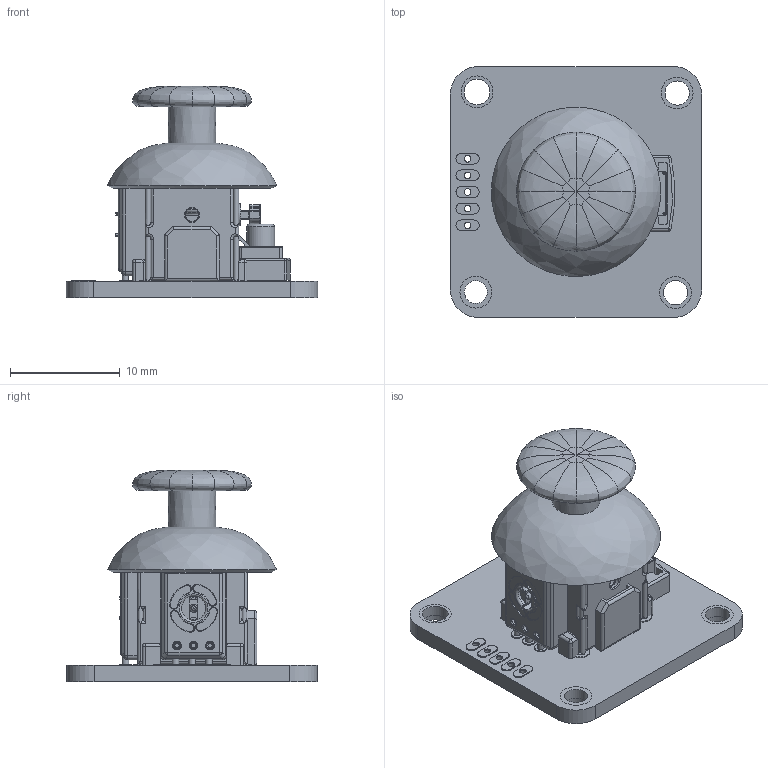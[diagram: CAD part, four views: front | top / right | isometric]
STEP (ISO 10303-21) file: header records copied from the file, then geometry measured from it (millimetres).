
FILE_DESCRIPTION(/* description */ (''),/* implementation_level */ '2;1');
FILE_NAME(/* name */ 'JoyStick v10.step',/* time_stamp */ '2020-06-02T16:41:39+05:00',/* author */ (''),/* organization */ (''),/* preprocessor_version */ 'ST-DEVELOPER v18.1',/* originating_system */ 'Autodesk Translation Framework v9.3.0.1241',/* authorisation */ '');
FILE_SCHEMA (('AUTOMOTIVE_DESIGN { 1 0 10303 214 3 1 1 }'));
Length unit declared in the file: millimetre
Products named in the file (1): JoyStick
Bounding box: 22.85 x 22.8 x 19.25 mm (x, y, z)
Volume: 1854.1 mm3; surface area: 4630.2 mm2
Topology: 72 solids, 72 shells, 1228 faces, 2750 edges, 1688 vertices
Faces by surface type: cylinder 560, plane 368, torus 177, bspline 85, sphere 36, cone 2
Full cylindrical faces by diameter (mm): 0.2 x4, 0.6 x34, 0.72 x8, 0.75 x2, 0.9 x12, 1.145 x6, 1.2 x1, 1.6 x5, 2 x1, 2.089 x2, 2.2 x6, 2.209 x2, 2.332 x2, 2.521 x2, 2.9 x8, 3.25 x1, 4.6 x1, 6 x1
Entity records: 42628 total; most frequent: CARTESIAN_POINT 14745, DIRECTION 6088, ORIENTED_EDGE 5492, EDGE_CURVE 2746, AXIS2_PLACEMENT_3D 2445, VERTEX_POINT 1688, EDGE_LOOP 1372, FACE_OUTER_BOUND 1228
